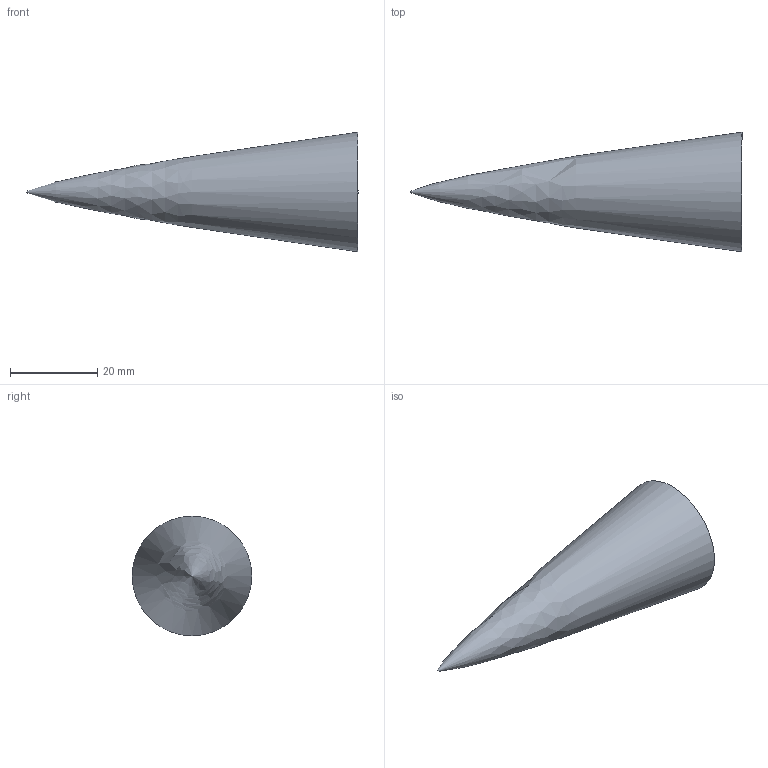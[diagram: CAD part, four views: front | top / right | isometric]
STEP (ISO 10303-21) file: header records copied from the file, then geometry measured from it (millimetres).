
FILE_DESCRIPTION(/* description */ (''),/* implementation_level */ '2;1');
FILE_NAME(/* name */ 'STG2_Sustainer_nosecone_tip.stp',/* time_stamp */ '2024-01-19T20:39:43-06:00',/* author */ (''),/* organization */ (''),/* preprocessor_version */ 'ST-DEVELOPER v16.7',/* originating_system */ 'SIEMENS PLM Software NX 1934',/* authorisation */ '');
FILE_SCHEMA (('AUTOMOTIVE_DESIGN { 1 0 10303 214 3 1 1 1 }'));
Length unit declared in the file: inch
Products named in the file (1): STG2_Sustainer_nosecone_tip
Bounding box: 76.2 x 27.43 x 27.43 mm (x, y, z)
Volume: 17681.9 mm3; surface area: 4822.7 mm2
Topology: 1 solids, 1 shells, 5 faces, 12 edges, 8 vertices
Faces by surface type: cone 2, revolution 1, plane 1, cylinder 1
Full cylindrical faces by diameter (mm): 5.105 x1
Entity records: 431 total; most frequent: CARTESIAN_POINT 319, DIRECTION 19, FACE_BOUND 10, AXIS2_PLACEMENT_3D 9, EDGE_LOOP 8, ORIENTED_EDGE 8, VERTEX_POINT 6, ADVANCED_FACE 5
